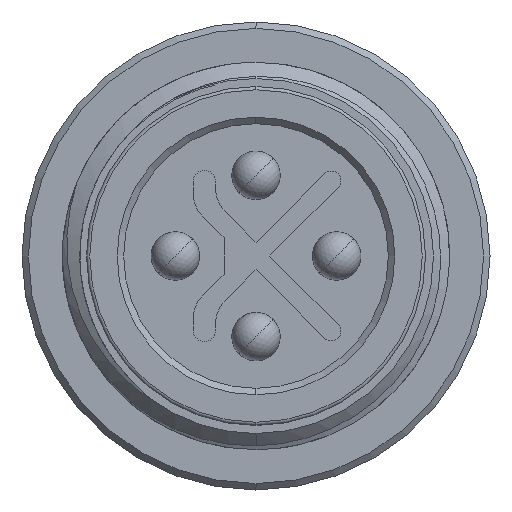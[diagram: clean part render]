
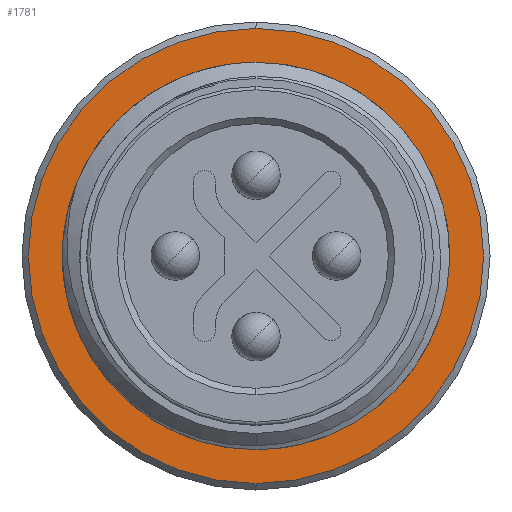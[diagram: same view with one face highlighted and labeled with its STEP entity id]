
A CAD part, left-side view. The second image highlights one B-rep face of the part: STEP entity #1781.
In plain terms, the highlighted planar face has unit normal (-1, 0, 0).
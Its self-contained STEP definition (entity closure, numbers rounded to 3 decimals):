
#97 = VERTEX_POINT ( 'NONE', #1379 ) ;
#640 = CARTESIAN_POINT ( 'NONE',  ( 7., 0., -6. ) ) ;
#797 = CIRCLE ( 'NONE', #4441, 7.05 ) ;
#838 = EDGE_LOOP ( 'NONE', ( #4474, #3181 ) ) ;
#903 = DIRECTION ( 'NONE',  ( 0., 0., 1. ) ) ;
#1168 = EDGE_LOOP ( 'NONE', ( #6148, #6329 ) ) ;
#1182 = AXIS2_PLACEMENT_3D ( 'NONE', #2358, #4444, #5417 ) ;
#1300 = FACE_BOUND ( 'NONE', #838, .T. ) ;
#1379 = CARTESIAN_POINT ( 'NONE',  ( 7., 0., 7.05 ) ) ;
#1406 = CARTESIAN_POINT ( 'NONE',  ( 7., 6., 0. ) ) ;
#1481 = CARTESIAN_POINT ( 'NONE',  ( 7., 0., 0. ) ) ;
#1781 = ADVANCED_FACE ( 'NONE', ( #4884, #1300 ), #5761, .F. ) ;
#1834 = AXIS2_PLACEMENT_3D ( 'NONE', #4526, #5601, #4044 ) ;
#2012 = AXIS2_PLACEMENT_3D ( 'NONE', #1406, #3877, #5858 ) ;
#2141 = CIRCLE ( 'NONE', #1834, 6. ) ;
#2212 = AXIS2_PLACEMENT_3D ( 'NONE', #1481, #4477, #903 ) ;
#2358 = CARTESIAN_POINT ( 'NONE',  ( 7., 0., 0. ) ) ;
#2415 = CARTESIAN_POINT ( 'NONE',  ( 7., 0., -7.05 ) ) ;
#2822 = EDGE_CURVE ( 'NONE', #5037, #4637, #6369, .T. ) ;
#3181 = ORIENTED_EDGE ( 'NONE', *, *, #6109, .F. ) ;
#3305 = EDGE_CURVE ( 'NONE', #97, #3320, #5757, .T. ) ;
#3320 = VERTEX_POINT ( 'NONE', #2415 ) ;
#3877 = DIRECTION ( 'NONE',  ( 1., 0., 0. ) ) ;
#4044 = DIRECTION ( 'NONE',  ( 0., 0., 1. ) ) ;
#4441 = AXIS2_PLACEMENT_3D ( 'NONE', #5340, #5887, #5822 ) ;
#4444 = DIRECTION ( 'NONE',  ( -1., 0., 0. ) ) ;
#4474 = ORIENTED_EDGE ( 'NONE', *, *, #2822, .F. ) ;
#4477 = DIRECTION ( 'NONE',  ( -1., 0., 0. ) ) ;
#4526 = CARTESIAN_POINT ( 'NONE',  ( 7., 0., 0. ) ) ;
#4637 = VERTEX_POINT ( 'NONE', #640 ) ;
#4884 = FACE_OUTER_BOUND ( 'NONE', #1168, .T. ) ;
#4974 = CARTESIAN_POINT ( 'NONE',  ( 7., 0., 6. ) ) ;
#5037 = VERTEX_POINT ( 'NONE', #4974 ) ;
#5340 = CARTESIAN_POINT ( 'NONE',  ( 7., 0., 0. ) ) ;
#5417 = DIRECTION ( 'NONE',  ( 0., 0., -1. ) ) ;
#5601 = DIRECTION ( 'NONE',  ( -1., 0., 0. ) ) ;
#5757 = CIRCLE ( 'NONE', #1182, 7.05 ) ;
#5761 = PLANE ( 'NONE',  #2012 ) ;
#5822 = DIRECTION ( 'NONE',  ( 0., 0., -1. ) ) ;
#5858 = DIRECTION ( 'NONE',  ( 0., 0., -1. ) ) ;
#5887 = DIRECTION ( 'NONE',  ( -1., 0., 0. ) ) ;
#6109 = EDGE_CURVE ( 'NONE', #4637, #5037, #2141, .T. ) ;
#6148 = ORIENTED_EDGE ( 'NONE', *, *, #6338, .T. ) ;
#6329 = ORIENTED_EDGE ( 'NONE', *, *, #3305, .T. ) ;
#6338 = EDGE_CURVE ( 'NONE', #3320, #97, #797, .T. ) ;
#6369 = CIRCLE ( 'NONE', #2212, 6. ) ;
